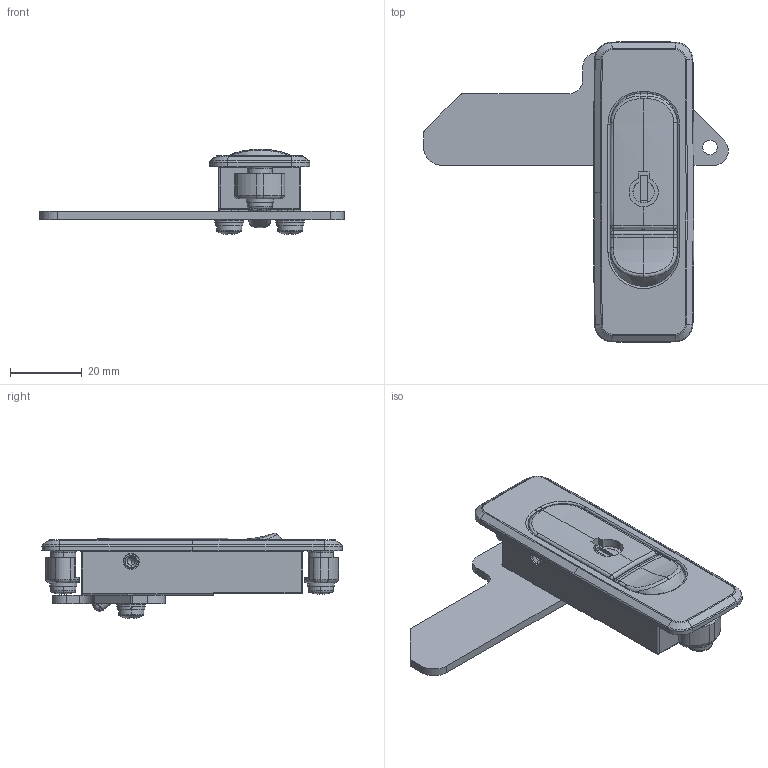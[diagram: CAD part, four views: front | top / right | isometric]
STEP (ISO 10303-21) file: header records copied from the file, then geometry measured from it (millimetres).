
FILE_DESCRIPTION (( 'STEP AP203' ), '1' );
FILE_NAME ('A-240-A-3.STEP', '2019-04-15T08:57:58', ( '' ), ( '' ), 'SwSTEP 2.0', 'SolidWorks 2014', '' );
FILE_SCHEMA (( 'CONFIG_CONTROL_DESIGN' ));
Length unit declared in the file: millimetre
Products named in the file (12): A-240-A-3_ハンドルシャフト_誠信カシメ後; A-240-A-3; A-240-A-3_ボタンシャフト_誠信; A-240-A-3僴儞僪儖_岞奐梡; A-240-A-3_偹偠M4; A-240-A-3_ウラブタ_公開用; A-240-A-3_オワンワッシャー; A-240-A-3_ボタン_公開用; スプリングワッシャーM4_JIS B 1251 No.2 5; A-240-A-3AC-25-AB-3N_公開用; A-240-A-3本体_公開用; A-240-A-2十字穴付なべねじ(平W.SW付)M4_M4×8
Assembly tree (15 placements, depth 2):
  A-240-A-3
    A-240-A-3本体_公開用
    A-240-A-3僴儞僪儖_岞奐梡
    A-240-A-3_ボタン_公開用
    A-240-A-3_ハンドルシャフト_誠信カシメ後
    A-240-A-3_ウラブタ_公開用
    A-240-A-3AC-25-AB-3N_公開用
    A-240-A-3_ボタンシャフト_誠信
    A-240-A-3_オワンワッシャー  x2
    A-240-A-2十字穴付なべねじ(平W.SW付)M4_M4×8  x2
    A-240-A-3_偹偠M4  x2
    スプリングワッシャーM4_JIS B 1251 No.2 5  x2
Bounding box: 85.16 x 83.98 x 23.91 mm (x, y, z)
Volume: 22413.7 mm3; surface area: 20690 mm2
Topology: 15 solids, 15 shells, 709 faces, 1780 edges, 1089 vertices
Faces by surface type: cylinder 269, plane 232, torus 102, bspline 43, cone 37, sphere 26
Entity records: 21481 total; most frequent: CARTESIAN_POINT 5408, DIRECTION 3275, ORIENTED_EDGE 3014, EDGE_CURVE 1507, AXIS2_PLACEMENT_3D 1300, VERTEX_POINT 931, CIRCLE 713, LINE 675
